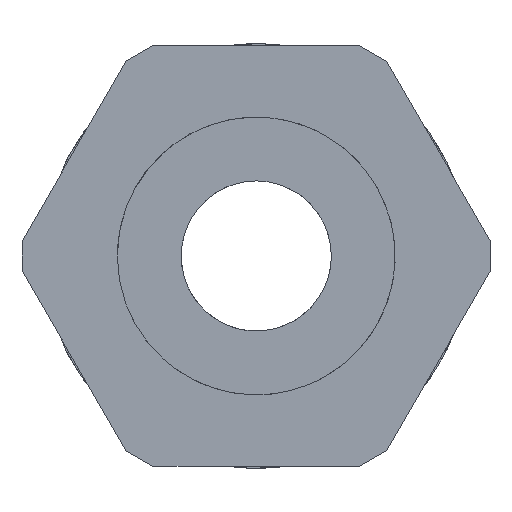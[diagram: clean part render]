
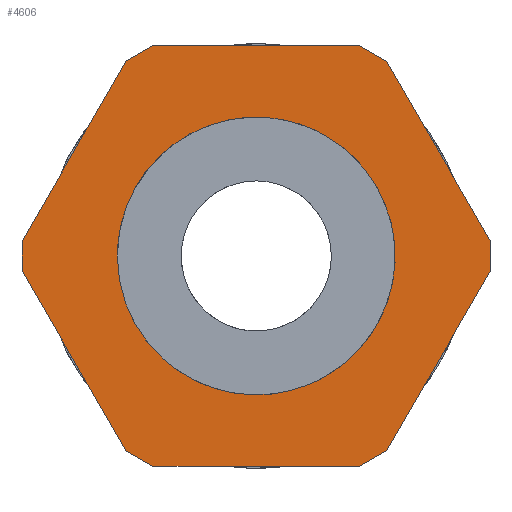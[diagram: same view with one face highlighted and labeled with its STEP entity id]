
A CAD part, left-side view. The second image highlights one B-rep face of the part: STEP entity #4606.
In plain terms, the highlighted free-form (B-spline) face has degree [1, 1] with [2, 2] control points.
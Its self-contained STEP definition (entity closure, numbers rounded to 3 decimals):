
#4016=CARTESIAN_POINT('V22',(7.453,-8.383,
   0.0));
#4017=VERTEX_POINT('V22',#4016);
#4025=CARTESIAN_POINT('E26',(7.453,-8.383,
   0.0));
#4026=CARTESIAN_POINT('E26',(7.453,-8.383,
   -16.021));
#4027=CARTESIAN_POINT('E26',(7.453,-22.258,
   -8.011));
#4028=CARTESIAN_POINT('E26',(7.453,-36.133,
   0.));
#4029=CARTESIAN_POINT('E26',(7.453,-22.258,
   8.011));
#4030=CARTESIAN_POINT('E26',(7.453,-8.383,
   16.021));
#4031=CARTESIAN_POINT('E26',(7.453,-8.383,
   0.0));
#4039=(BOUNDED_CURVE()B_SPLINE_CURVE(2,(#4025,#4026,#4027,#4028,
   #4029,#4030,#4031),.CIRCULAR_ARC.,.T.,.U.)
   B_SPLINE_CURVE_WITH_KNOTS((3,2,2,3),(0.0,2.786,
   5.573,8.359),.UNSPECIFIED.)CURVE()
   GEOMETRIC_REPRESENTATION_ITEM()RATIONAL_B_SPLINE_CURVE((1.0,
   0.5,1.0,0.5,1.0,0.5,1.0)
   )REPRESENTATION_ITEM('E26'));
#4040=EDGE_CURVE('E26',#4017,#4017,#4039,.T.);
#4050=CARTESIAN_POINT('V21',(7.453,-26.317,
   12.96));
#4051=VERTEX_POINT('V21',#4050);
#4059=CARTESIAN_POINT('V20',(7.453,-33.199,
   1.04));
#4060=VERTEX_POINT('V20',#4059);
#4061=CARTESIAN_POINT('E24',(7.453,-33.199,
   1.04));
#4062=CARTESIAN_POINT('E24',(7.453,-26.317,
   12.96));
#4063=B_SPLINE_CURVE_WITH_KNOTS('E24',1,(#4061,#4062),
   .POLYLINE_FORM.,.F.,.U.,(2,2),(0.074,
   0.926),.UNSPECIFIED.);
#4064=EDGE_CURVE('E24',#4060,#4051,#4063,.T.);
#4104=CARTESIAN_POINT('V19',(7.453,-33.199,
   -1.04));
#4105=VERTEX_POINT('V19',#4104);
#4106=CARTESIAN_POINT('E23',(7.453,-33.199,
   -1.04));
#4107=CARTESIAN_POINT('E23',(7.453,-33.268,
   0.));
#4108=CARTESIAN_POINT('E23',(7.453,-33.199,
   1.04));
#4116=(BOUNDED_CURVE()B_SPLINE_CURVE(2,(#4106,#4107,#4108),
   .CIRCULAR_ARC.,.F.,.U.)B_SPLINE_CURVE_WITH_KNOTS((3,3),(
   0.49,0.51),.UNSPECIFIED.)CURVE()
   GEOMETRIC_REPRESENTATION_ITEM()RATIONAL_B_SPLINE_CURVE((
   0.751,0.749,0.751))
   REPRESENTATION_ITEM('E23'));
#4117=EDGE_CURVE('E23',#4105,#4060,#4116,.T.);
#4148=CARTESIAN_POINT('V18',(7.453,-26.317,
   -12.96));
#4149=VERTEX_POINT('V18',#4148);
#4150=CARTESIAN_POINT('E22',(7.453,-26.317,
   -12.96));
#4151=CARTESIAN_POINT('E22',(7.453,-33.199,
   -1.04));
#4152=B_SPLINE_CURVE_WITH_KNOTS('E22',1,(#4150,#4151),
   .POLYLINE_FORM.,.F.,.U.,(2,2),(0.074,
   0.926),.UNSPECIFIED.);
#4153=EDGE_CURVE('E22',#4149,#4105,#4152,.T.);
#4193=CARTESIAN_POINT('V17',(7.453,-24.515,
   -14.0));
#4194=VERTEX_POINT('V17',#4193);
#4195=CARTESIAN_POINT('E21',(7.453,-24.515,
   -14.0));
#4196=CARTESIAN_POINT('E21',(7.453,-24.982,
   -13.77));
#4197=CARTESIAN_POINT('E21',(7.453,-25.433,
   -13.51));
#4198=CARTESIAN_POINT('E21',(7.453,-25.884,
   -13.25));
#4199=CARTESIAN_POINT('E21',(7.453,-26.317,
   -12.96));
#4207=(BOUNDED_CURVE()B_SPLINE_CURVE(2,(#4195,#4196,#4197,#4198,
   #4199),.CIRCULAR_ARC.,.F.,.U.)B_SPLINE_CURVE_WITH_KNOTS((3,2,3),
   (0.321,0.333,0.346),
   .UNSPECIFIED.)CURVE()GEOMETRIC_REPRESENTATION_ITEM()
   RATIONAL_B_SPLINE_CURVE((0.964,0.981,
   1.0,0.981,0.964))REPRESENTATION_ITEM('E21'
   ));
#4208=EDGE_CURVE('E21',#4194,#4149,#4207,.T.);
#4241=CARTESIAN_POINT('V16',(7.453,-10.751,
   -14.0));
#4242=VERTEX_POINT('V16',#4241);
#4243=CARTESIAN_POINT('E20',(7.453,-10.751,
   -14.0));
#4244=CARTESIAN_POINT('E20',(7.453,-24.515,
   -14.0));
#4245=B_SPLINE_CURVE_WITH_KNOTS('E20',1,(#4243,#4244),
   .POLYLINE_FORM.,.F.,.U.,(2,2),(0.074,
   0.926),.UNSPECIFIED.);
#4246=EDGE_CURVE('E20',#4242,#4194,#4245,.T.);
#4286=CARTESIAN_POINT('V15',(7.453,-8.95,
   -12.96));
#4287=VERTEX_POINT('V15',#4286);
#4288=CARTESIAN_POINT('E19',(7.453,-8.95,
   -12.96));
#4289=CARTESIAN_POINT('E19',(7.453,-9.816,
   -13.54));
#4290=CARTESIAN_POINT('E19',(7.453,-10.751,
   -14.0));
#4298=(BOUNDED_CURVE()B_SPLINE_CURVE(2,(#4288,#4289,#4290),
   .CIRCULAR_ARC.,.F.,.U.)B_SPLINE_CURVE_WITH_KNOTS((3,3),(
   0.157,0.176),.UNSPECIFIED.)CURVE()
   GEOMETRIC_REPRESENTATION_ITEM()RATIONAL_B_SPLINE_CURVE((
   0.751,0.749,0.751))
   REPRESENTATION_ITEM('E19'));
#4299=EDGE_CURVE('E19',#4287,#4242,#4298,.T.);
#4330=CARTESIAN_POINT('V14',(7.453,-2.068,
   -1.04));
#4331=VERTEX_POINT('V14',#4330);
#4332=CARTESIAN_POINT('E18',(7.453,-2.068,
   -1.04));
#4333=CARTESIAN_POINT('E18',(7.453,-8.95,
   -12.96));
#4334=B_SPLINE_CURVE_WITH_KNOTS('E18',1,(#4332,#4333),
   .POLYLINE_FORM.,.F.,.U.,(2,2),(0.074,
   0.926),.UNSPECIFIED.);
#4335=EDGE_CURVE('E18',#4331,#4287,#4334,.T.);
#4375=CARTESIAN_POINT('V13',(7.453,-2.033,
   0.0));
#4376=VERTEX_POINT('V13',#4375);
#4377=CARTESIAN_POINT('E17',(7.453,-2.033,
   0.0));
#4378=CARTESIAN_POINT('E17',(7.453,-2.033,
   -0.521));
#4379=CARTESIAN_POINT('E17',(7.453,-2.068,
   -1.04));
#4387=(BOUNDED_CURVE()B_SPLINE_CURVE(2,(#4377,#4378,#4379),
   .CIRCULAR_ARC.,.F.,.U.)B_SPLINE_CURVE_WITH_KNOTS((3,3),(0.0,
   0.013),.UNSPECIFIED.)CURVE()
   GEOMETRIC_REPRESENTATION_ITEM()RATIONAL_B_SPLINE_CURVE((1.0,
   0.981,0.964))REPRESENTATION_ITEM('E17'));
#4388=EDGE_CURVE('E17',#4376,#4331,#4387,.T.);
#4435=CARTESIAN_POINT('V12',(7.453,-2.068,
   1.04));
#4436=VERTEX_POINT('V12',#4435);
#4458=CARTESIAN_POINT('E16',(7.453,-2.068,
   1.04));
#4459=CARTESIAN_POINT('E16',(7.453,-2.033,
   0.521));
#4460=CARTESIAN_POINT('E16',(7.453,-2.033,
   0.0));
#4468=(BOUNDED_CURVE()B_SPLINE_CURVE(2,(#4458,#4459,#4460),
   .CIRCULAR_ARC.,.F.,.U.)B_SPLINE_CURVE_WITH_KNOTS((3,3),(
   0.987,1.0),.UNSPECIFIED.)CURVE()
   GEOMETRIC_REPRESENTATION_ITEM()RATIONAL_B_SPLINE_CURVE((
   0.964,0.981,1.0))REPRESENTATION_ITEM('E16'
   ));
#4469=EDGE_CURVE('E16',#4436,#4376,#4468,.T.);
#4480=CARTESIAN_POINT('V11',(7.453,-8.95,
   12.96));
#4481=VERTEX_POINT('V11',#4480);
#4482=CARTESIAN_POINT('E15',(7.453,-8.95,
   12.96));
#4483=CARTESIAN_POINT('E15',(7.453,-2.068,
   1.04));
#4484=B_SPLINE_CURVE_WITH_KNOTS('E15',1,(#4482,#4483),
   .POLYLINE_FORM.,.F.,.U.,(2,2),(0.074,
   0.926),.UNSPECIFIED.);
#4485=EDGE_CURVE('E15',#4481,#4436,#4484,.T.);
#4524=CARTESIAN_POINT('V10',(7.453,-10.751,
   14.0));
#4525=VERTEX_POINT('V10',#4524);
#4547=CARTESIAN_POINT('E14',(7.453,-10.751,
   14.0));
#4548=CARTESIAN_POINT('E14',(7.453,-9.816,
   13.54));
#4549=CARTESIAN_POINT('E14',(7.453,-8.95,
   12.96));
#4557=(BOUNDED_CURVE()B_SPLINE_CURVE(2,(#4547,#4548,#4549),
   .CIRCULAR_ARC.,.F.,.U.)B_SPLINE_CURVE_WITH_KNOTS((3,3),(
   0.824,0.843),.UNSPECIFIED.)CURVE()
   GEOMETRIC_REPRESENTATION_ITEM()RATIONAL_B_SPLINE_CURVE((
   0.751,0.749,0.751))
   REPRESENTATION_ITEM('E14'));
#4558=EDGE_CURVE('E14',#4525,#4481,#4557,.T.);
#4563=CARTESIAN_POINT('F8',(7.453,-34.793,
   17.16));
#4564=CARTESIAN_POINT('F8',(7.453,-0.473,
   17.16));
#4565=CARTESIAN_POINT('F8',(7.453,-34.793,
   -17.16));
#4566=CARTESIAN_POINT('F8',(7.453,-0.473,
   -17.16));
#4567=QUASI_UNIFORM_SURFACE('F8',1,1,((#4563,#4565),(#4564,#4566)),
   .PLANE_SURF.,.F.,.F.,.U.);
#4568=CARTESIAN_POINT('V9',(7.453,-24.515,
   14.0));
#4569=VERTEX_POINT('V9',#4568);
#4570=CARTESIAN_POINT('E13',(7.453,-24.515,
   14.0));
#4571=CARTESIAN_POINT('E13',(7.453,-10.751,
   14.0));
#4572=B_SPLINE_CURVE_WITH_KNOTS('E13',1,(#4570,#4571),
   .POLYLINE_FORM.,.F.,.U.,(2,2),(0.074,
   0.926),.UNSPECIFIED.);
#4573=EDGE_CURVE('E13',#4569,#4525,#4572,.T.);
#4574=ORIENTED_EDGE('E13',*,*,#4573,.T.);
#4575=ORIENTED_EDGE('F14',*,*,#4558,.T.);
#4576=ORIENTED_EDGE('E15',*,*,#4485,.T.);
#4577=ORIENTED_EDGE('F20',*,*,#4469,.T.);
#4578=ORIENTED_EDGE('E17',*,*,#4388,.T.);
#4579=ORIENTED_EDGE('E18',*,*,#4335,.T.);
#4580=ORIENTED_EDGE('E19',*,*,#4299,.T.);
#4581=ORIENTED_EDGE('E20',*,*,#4246,.T.);
#4582=ORIENTED_EDGE('E21',*,*,#4208,.T.);
#4583=ORIENTED_EDGE('E22',*,*,#4153,.T.);
#4584=ORIENTED_EDGE('E23',*,*,#4117,.T.);
#4585=ORIENTED_EDGE('E24',*,*,#4064,.T.);
#4586=CARTESIAN_POINT('E25',(7.453,-26.317,
   12.96));
#4587=CARTESIAN_POINT('E25',(7.453,-25.884,
   13.25));
#4588=CARTESIAN_POINT('E25',(7.453,-25.433,
   13.51));
#4589=CARTESIAN_POINT('E25',(7.453,-24.982,
   13.77));
#4590=CARTESIAN_POINT('E25',(7.453,-24.515,
   14.0));
#4598=(BOUNDED_CURVE()B_SPLINE_CURVE(2,(#4586,#4587,#4588,#4589,
   #4590),.CIRCULAR_ARC.,.F.,.U.)B_SPLINE_CURVE_WITH_KNOTS((3,2,3),
   (0.654,0.667,0.679),
   .UNSPECIFIED.)CURVE()GEOMETRIC_REPRESENTATION_ITEM()
   RATIONAL_B_SPLINE_CURVE((0.964,0.981,
   1.0,0.981,0.964))REPRESENTATION_ITEM('E25'
   ));
#4599=EDGE_CURVE('E25',#4051,#4569,#4598,.T.);
#4600=ORIENTED_EDGE('E25',*,*,#4599,.T.);
#4601=EDGE_LOOP('F8',(#4574,#4575,#4576,#4577,#4578,#4579,#4580,
   #4581,#4582,#4583,#4584,#4585,#4600));
#4602=FACE_OUTER_BOUND('F8',#4601,.T.);
#4603=ORIENTED_EDGE('F23',*,*,#4040,.F.);
#4604=EDGE_LOOP('F8',(#4603));
#4605=FACE_BOUND('F8',#4604,.T.);
#4606=ADVANCED_FACE('F8',(#4602,#4605),#4567,.T.);
